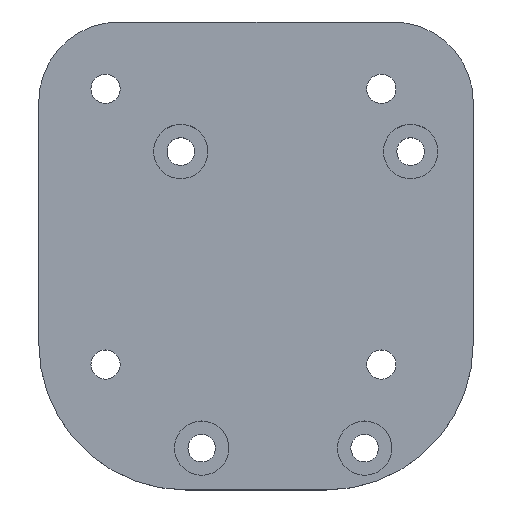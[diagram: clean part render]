
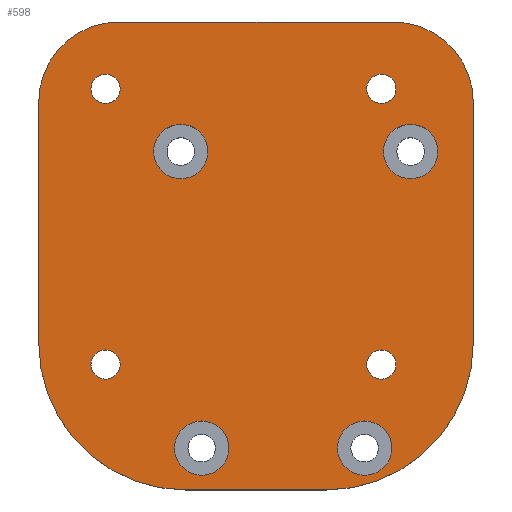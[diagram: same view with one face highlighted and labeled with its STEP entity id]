
A CAD part, top view. The second image highlights one B-rep face of the part: STEP entity #598.
In plain terms, the highlighted planar face has unit normal (0, 0, 1).
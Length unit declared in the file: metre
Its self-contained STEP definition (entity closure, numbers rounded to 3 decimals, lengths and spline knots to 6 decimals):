
#19=LINE('',#970,#39);
#23=LINE('',#982,#43);
#27=LINE('',#994,#47);
#31=LINE('',#1006,#51);
#39=VECTOR('',#762,1.);
#43=VECTOR('',#774,1.);
#47=VECTOR('',#786,1.);
#51=VECTOR('',#798,1.);
#60=PLANE('',#677);
#118=ORIENTED_EDGE('',*,*,#254,.F.);
#119=ORIENTED_EDGE('',*,*,#255,.F.);
#120=ORIENTED_EDGE('',*,*,#256,.F.);
#121=ORIENTED_EDGE('',*,*,#257,.F.);
#122=ORIENTED_EDGE('',*,*,#225,.T.);
#123=ORIENTED_EDGE('',*,*,#228,.T.);
#124=ORIENTED_EDGE('',*,*,#231,.T.);
#125=ORIENTED_EDGE('',*,*,#234,.T.);
#126=ORIENTED_EDGE('',*,*,#237,.F.);
#127=ORIENTED_EDGE('',*,*,#240,.T.);
#128=ORIENTED_EDGE('',*,*,#243,.F.);
#129=ORIENTED_EDGE('',*,*,#251,.T.);
#130=ORIENTED_EDGE('',*,*,#249,.F.);
#131=ORIENTED_EDGE('',*,*,#247,.F.);
#132=ORIENTED_EDGE('',*,*,#245,.F.);
#133=ORIENTED_EDGE('',*,*,#253,.F.);
#225=EDGE_CURVE('',#294,#297,#19,.T.);
#228=EDGE_CURVE('',#297,#299,#351,.T.);
#231=EDGE_CURVE('',#299,#301,#23,.T.);
#234=EDGE_CURVE('',#301,#303,#353,.T.);
#237=EDGE_CURVE('',#305,#303,#27,.T.);
#240=EDGE_CURVE('',#305,#307,#355,.T.);
#243=EDGE_CURVE('',#309,#307,#31,.T.);
#245=EDGE_CURVE('',#311,#311,#357,.T.);
#247=EDGE_CURVE('',#313,#313,#359,.T.);
#249=EDGE_CURVE('',#315,#315,#361,.T.);
#251=EDGE_CURVE('',#309,#294,#363,.T.);
#253=EDGE_CURVE('',#317,#317,#365,.T.);
#254=EDGE_CURVE('',#318,#318,#366,.T.);
#255=EDGE_CURVE('',#319,#319,#367,.T.);
#256=EDGE_CURVE('',#320,#320,#368,.T.);
#257=EDGE_CURVE('',#321,#321,#369,.T.);
#294=VERTEX_POINT('',#964);
#297=VERTEX_POINT('',#969);
#299=VERTEX_POINT('',#975);
#301=VERTEX_POINT('',#981);
#303=VERTEX_POINT('',#987);
#305=VERTEX_POINT('',#993);
#307=VERTEX_POINT('',#999);
#309=VERTEX_POINT('',#1005);
#311=VERTEX_POINT('',#1011);
#313=VERTEX_POINT('',#1016);
#315=VERTEX_POINT('',#1021);
#317=VERTEX_POINT('',#1029);
#318=VERTEX_POINT('',#1032);
#319=VERTEX_POINT('',#1034);
#320=VERTEX_POINT('',#1036);
#321=VERTEX_POINT('',#1038);
#351=CIRCLE('',#652,0.017547);
#353=CIRCLE('',#656,0.017547);
#355=CIRCLE('',#660,0.009578);
#357=CIRCLE('',#664,0.00175);
#359=CIRCLE('',#667,0.00175);
#361=CIRCLE('',#670,0.00175);
#363=CIRCLE('',#673,0.009578);
#365=CIRCLE('',#676,0.00175);
#366=CIRCLE('',#678,0.00325);
#367=CIRCLE('',#679,0.00325);
#368=CIRCLE('',#680,0.00325);
#369=CIRCLE('',#681,0.00325);
#418=EDGE_LOOP('',(#118));
#419=EDGE_LOOP('',(#119));
#420=EDGE_LOOP('',(#120));
#421=EDGE_LOOP('',(#121));
#422=EDGE_LOOP('',(#122,#123,#124,#125,#126,#127,#128,#129));
#423=EDGE_LOOP('',(#130));
#424=EDGE_LOOP('',(#131));
#425=EDGE_LOOP('',(#132));
#426=EDGE_LOOP('',(#133));
#500=FACE_BOUND('',#418,.T.);
#501=FACE_BOUND('',#419,.T.);
#502=FACE_BOUND('',#420,.T.);
#503=FACE_BOUND('',#421,.T.);
#504=FACE_BOUND('',#422,.T.);
#505=FACE_BOUND('',#423,.T.);
#506=FACE_BOUND('',#424,.T.);
#507=FACE_BOUND('',#425,.T.);
#508=FACE_BOUND('',#426,.T.);
#598=ADVANCED_FACE('',(#500,#501,#502,#503,#504,#505,#506,#507,#508),#60,
 .T.);
#652=AXIS2_PLACEMENT_3D('',#976,#768,#769);
#656=AXIS2_PLACEMENT_3D('',#988,#780,#781);
#660=AXIS2_PLACEMENT_3D('',#1000,#792,#793);
#664=AXIS2_PLACEMENT_3D('',#1010,#803,#804);
#667=AXIS2_PLACEMENT_3D('',#1015,#809,#810);
#670=AXIS2_PLACEMENT_3D('',#1020,#815,#816);
#673=AXIS2_PLACEMENT_3D('',#1024,#821,#822);
#676=AXIS2_PLACEMENT_3D('',#1028,#827,#828);
#677=AXIS2_PLACEMENT_3D('',#1030,#829,#830);
#678=AXIS2_PLACEMENT_3D('',#1031,#831,#832);
#679=AXIS2_PLACEMENT_3D('',#1033,#833,#834);
#680=AXIS2_PLACEMENT_3D('',#1035,#835,#836);
#681=AXIS2_PLACEMENT_3D('',#1037,#837,#838);
#762=DIRECTION('',(0.,-1.,0.));
#768=DIRECTION('',(0.,0.,1.));
#769=DIRECTION('',(1.,0.,0.));
#774=DIRECTION('',(1.,0.,0.));
#780=DIRECTION('',(0.,0.,1.));
#781=DIRECTION('',(1.,0.,0.));
#786=DIRECTION('',(0.,-1.,0.));
#792=DIRECTION('',(0.,0.,1.));
#793=DIRECTION('',(1.,0.,0.));
#798=DIRECTION('',(1.,0.,0.));
#803=DIRECTION('',(0.,0.,1.));
#804=DIRECTION('',(1.,0.,0.));
#809=DIRECTION('',(0.,0.,1.));
#810=DIRECTION('',(1.,0.,0.));
#815=DIRECTION('',(0.,0.,1.));
#816=DIRECTION('',(1.,0.,0.));
#821=DIRECTION('',(0.,0.,1.));
#822=DIRECTION('',(1.,0.,0.));
#827=DIRECTION('',(0.,0.,1.));
#828=DIRECTION('',(1.,0.,0.));
#829=DIRECTION('',(0.,0.,1.));
#830=DIRECTION('',(1.,0.,0.));
#831=DIRECTION('',(0.,0.,1.));
#832=DIRECTION('',(1.,0.,0.));
#833=DIRECTION('',(0.,0.,1.));
#834=DIRECTION('',(1.,0.,0.));
#835=DIRECTION('',(0.,0.,1.));
#836=DIRECTION('',(1.,0.,0.));
#837=DIRECTION('',(0.,0.,1.));
#838=DIRECTION('',(1.,0.,0.));
#964=CARTESIAN_POINT('',(-0.026773,0.021915,0.007));
#969=CARTESIAN_POINT('',(-0.026773,-0.00696,0.007));
#970=CARTESIAN_POINT('',(-0.026773,0.007477,0.007));
#975=CARTESIAN_POINT('',(-0.009226,-0.024507,0.007));
#976=CARTESIAN_POINT('',(-0.009226,-0.00696,0.007));
#981=CARTESIAN_POINT('',(0.00768,-0.024507,0.007));
#982=CARTESIAN_POINT('',(-0.000773,-0.024507,0.007));
#987=CARTESIAN_POINT('',(0.025227,-0.00696,0.007));
#988=CARTESIAN_POINT('',(0.00768,-0.00696,0.007));
#993=CARTESIAN_POINT('',(0.025227,0.021915,0.007));
#994=CARTESIAN_POINT('',(0.025227,0.001493,0.007));
#999=CARTESIAN_POINT('',(0.015649,0.031493,0.007));
#1000=CARTESIAN_POINT('',(0.015649,0.021915,0.007));
#1005=CARTESIAN_POINT('',(-0.017196,0.031493,0.007));
#1006=CARTESIAN_POINT('',(0.011665,0.031493,0.007));
#1010=CARTESIAN_POINT('',(0.014227,0.023493,0.007));
#1011=CARTESIAN_POINT('',(0.015977,0.023493,0.007));
#1015=CARTESIAN_POINT('',(-0.018773,0.023493,0.007));
#1016=CARTESIAN_POINT('',(-0.017023,0.023493,0.007));
#1020=CARTESIAN_POINT('',(-0.018773,-0.009507,0.007));
#1021=CARTESIAN_POINT('',(-0.017023,-0.009507,0.007));
#1024=CARTESIAN_POINT('',(-0.017196,0.021915,0.007));
#1028=CARTESIAN_POINT('',(0.014227,-0.009507,0.007));
#1029=CARTESIAN_POINT('',(0.015977,-0.009507,0.007));
#1030=CARTESIAN_POINT('',(-0.000773,0.003493,0.007));
#1031=CARTESIAN_POINT('',(-0.007273,-0.019507,0.007));
#1032=CARTESIAN_POINT('',(-0.004023,-0.019507,0.007));
#1033=CARTESIAN_POINT('',(0.012227,-0.019507,0.007));
#1034=CARTESIAN_POINT('',(0.015477,-0.019507,0.007));
#1035=CARTESIAN_POINT('',(0.017727,0.015993,0.007));
#1036=CARTESIAN_POINT('',(0.020977,0.015993,0.007));
#1037=CARTESIAN_POINT('',(-0.009773,0.015993,0.007));
#1038=CARTESIAN_POINT('',(-0.006523,0.015993,0.007));
